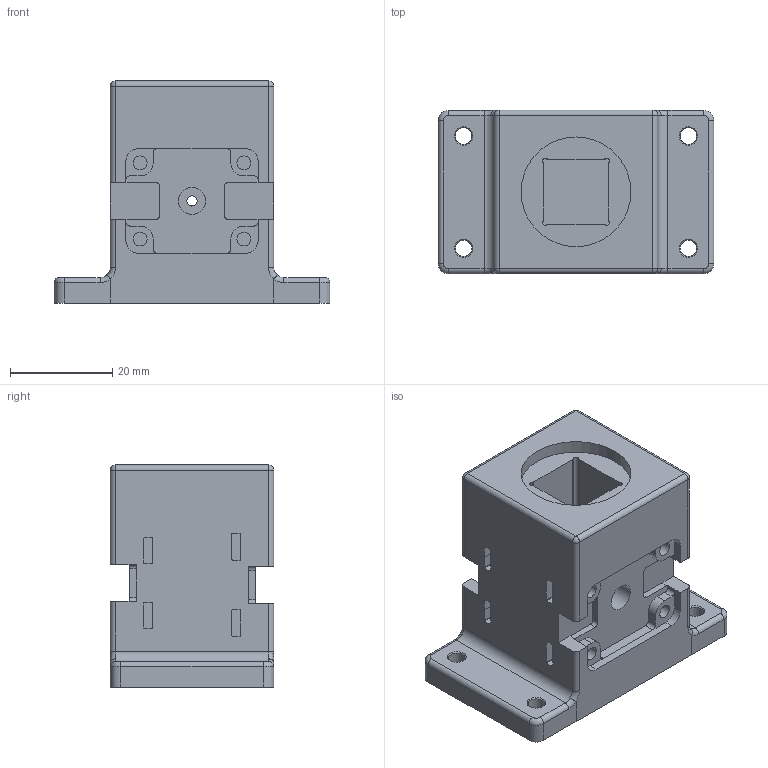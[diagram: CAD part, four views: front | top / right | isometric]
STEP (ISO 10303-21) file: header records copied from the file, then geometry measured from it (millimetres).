
FILE_DESCRIPTION(('FreeCAD Model'),'2;1');
FILE_NAME('Open CASCADE Shape Model','2023-09-22T10:21:26',('Author'),( ''),'Open CASCADE STEP processor 7.6','FreeCAD','Unknown');
FILE_SCHEMA(('AUTOMOTIVE_DESIGN { 1 0 10303 214 1 1 1 1 }'));
Length unit declared in the file: millimetre
Products named in the file (1): ThroughHoleLedPocket
Bounding box: 54 x 32 x 43.5 mm (x, y, z)
Volume: 35990.7 mm3; surface area: 13374.7 mm2
Topology: 1 solids, 1 shells, 308 faces, 826 edges, 528 vertices
Faces by surface type: plane 156, cylinder 132, torus 8, cone 4, bspline 4, sphere 4
Full cylindrical faces by diameter (mm): 2 x2, 2.7 x16, 3.2 x4, 5.3 x1, 21.5 x1
Entity records: 9732 total; most frequent: CARTESIAN_POINT 1775, DIRECTION 1704, ORIENTED_EDGE 1644, EDGE_CURVE 822, AXIS2_PLACEMENT_3D 589, VERTEX_POINT 528, LINE 526, VECTOR 526
